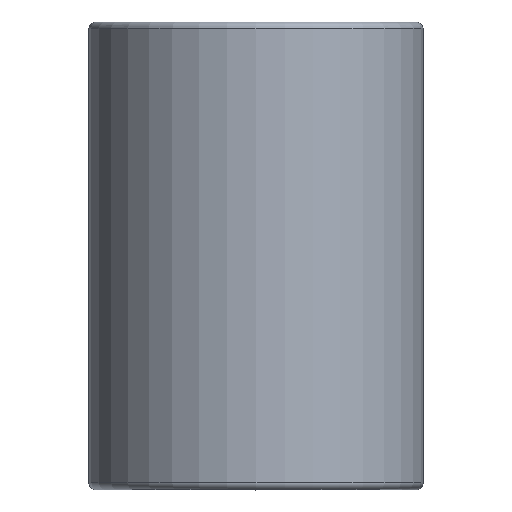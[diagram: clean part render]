
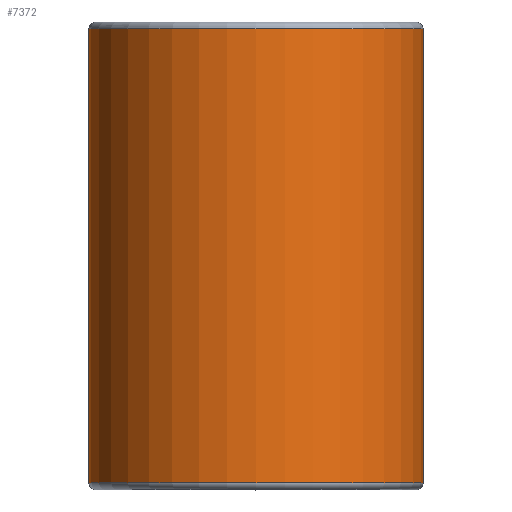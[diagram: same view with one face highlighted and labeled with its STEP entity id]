
A CAD part, top view. The second image highlights one B-rep face of the part: STEP entity #7372.
In plain terms, the highlighted cylindrical face has radius 25 mm (diameter 50 mm), a partial arc.
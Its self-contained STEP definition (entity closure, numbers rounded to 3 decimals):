
#362 = EDGE_CURVE ( 'NONE', #4716, #6943, #4563, .T. ) ;
#376 = VECTOR ( 'NONE', #883, 1000. ) ;
#499 = CARTESIAN_POINT ( 'NONE',  ( 0., 33.945, 0. ) ) ;
#528 = FACE_OUTER_BOUND ( 'NONE', #7817, .T. ) ;
#883 = DIRECTION ( 'NONE',  ( 0., 1., 0. ) ) ;
#915 = AXIS2_PLACEMENT_3D ( 'NONE', #4898, #4802, #5628 ) ;
#1281 = LINE ( 'NONE', #2830, #7551 ) ;
#1749 = VERTEX_POINT ( 'NONE', #2511 ) ;
#2106 = DIRECTION ( 'NONE',  ( -1., 0., 0. ) ) ;
#2154 = CIRCLE ( 'NONE', #6333, 25. ) ;
#2195 = CARTESIAN_POINT ( 'NONE',  ( -25., 35., 0. ) ) ;
#2302 = EDGE_CURVE ( 'NONE', #1749, #4352, #1281, .T. ) ;
#2419 = EDGE_CURVE ( 'NONE', #4352, #6943, #6777, .T. ) ;
#2440 = ORIENTED_EDGE ( 'NONE', *, *, #2419, .T. ) ;
#2511 = CARTESIAN_POINT ( 'NONE',  ( 25., -34., 0. ) ) ;
#2780 = ORIENTED_EDGE ( 'NONE', *, *, #362, .F. ) ;
#2830 = CARTESIAN_POINT ( 'NONE',  ( 25., 35., 0. ) ) ;
#3355 = AXIS2_PLACEMENT_3D ( 'NONE', #499, #9358, #2106 ) ;
#3629 = CARTESIAN_POINT ( 'NONE',  ( 25., 33.945, 0. ) ) ;
#4215 = DIRECTION ( 'NONE',  ( 0., 1., 0. ) ) ;
#4352 = VERTEX_POINT ( 'NONE', #3629 ) ;
#4419 = CARTESIAN_POINT ( 'NONE',  ( -25., -34., 0. ) ) ;
#4563 = LINE ( 'NONE', #2195, #376 ) ;
#4716 = VERTEX_POINT ( 'NONE', #4419 ) ;
#4802 = DIRECTION ( 'NONE',  ( 0., 1., 0. ) ) ;
#4866 = ORIENTED_EDGE ( 'NONE', *, *, #5976, .T. ) ;
#4898 = CARTESIAN_POINT ( 'NONE',  ( 0., 35., 0. ) ) ;
#5579 = CYLINDRICAL_SURFACE ( 'NONE', #915, 25. ) ;
#5628 = DIRECTION ( 'NONE',  ( -1., 0., 0. ) ) ;
#5976 = EDGE_CURVE ( 'NONE', #4716, #1749, #2154, .T. ) ;
#6266 = DIRECTION ( 'NONE',  ( 1., 0., 0. ) ) ;
#6333 = AXIS2_PLACEMENT_3D ( 'NONE', #6362, #4215, #6266 ) ;
#6362 = CARTESIAN_POINT ( 'NONE',  ( 0., -34., 0. ) ) ;
#6777 = CIRCLE ( 'NONE', #3355, 25. ) ;
#6943 = VERTEX_POINT ( 'NONE', #8492 ) ;
#7177 = ORIENTED_EDGE ( 'NONE', *, *, #2302, .T. ) ;
#7202 = DIRECTION ( 'NONE',  ( 0., 1., 0. ) ) ;
#7372 = ADVANCED_FACE ( 'NONE', ( #528 ), #5579, .T. ) ;
#7551 = VECTOR ( 'NONE', #7202, 1000. ) ;
#7817 = EDGE_LOOP ( 'NONE', ( #4866, #7177, #2440, #2780 ) ) ;
#8492 = CARTESIAN_POINT ( 'NONE',  ( -25., 33.945, 0. ) ) ;
#9358 = DIRECTION ( 'NONE',  ( 0., -1., 0. ) ) ;
